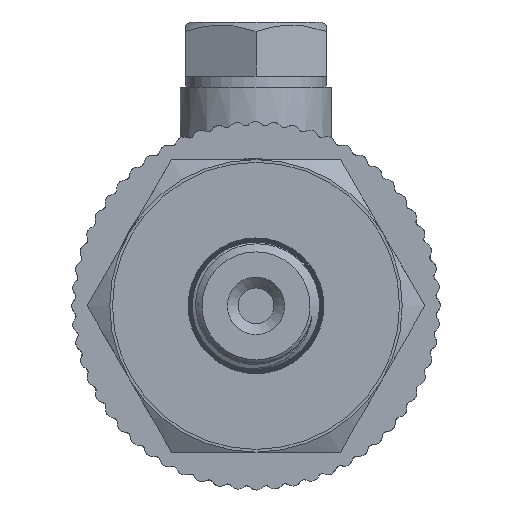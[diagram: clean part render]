
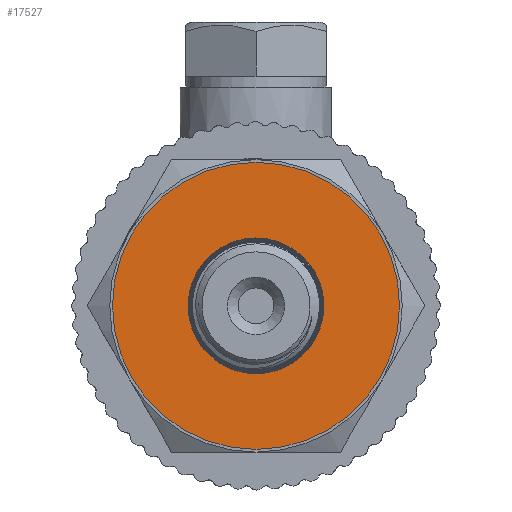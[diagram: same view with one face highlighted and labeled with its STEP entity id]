
A CAD part, left-side view. The second image highlights one B-rep face of the part: STEP entity #17527.
In plain terms, the highlighted planar face has unit normal (-1, 0, 0).
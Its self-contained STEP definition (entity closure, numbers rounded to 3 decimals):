
#146=PLANE('',#18450);
#762=FACE_BOUND('',#2485,.T.);
#1471=FACE_OUTER_BOUND('',#2484,.T.);
#2484=EDGE_LOOP('',(#13468));
#2485=EDGE_LOOP('',(#13469));
#3179=CIRCLE('',#18268,6.27);
#3263=CIRCLE('',#18443,13.25);
#6997=VERTEX_POINT('',#25945);
#7591=VERTEX_POINT('',#39798);
#8865=EDGE_CURVE('',#6997,#6997,#3179,.T.);
#9759=EDGE_CURVE('',#7591,#7591,#3263,.T.);
#13468=ORIENTED_EDGE('',*,*,#9759,.T.);
#13469=ORIENTED_EDGE('',*,*,#8865,.T.);
#17527=ADVANCED_FACE('',(#1471,#762),#146,.T.);
#18268=AXIS2_PLACEMENT_3D('',#25946,#19452,#19453);
#18443=AXIS2_PLACEMENT_3D('',#39800,#20157,#20158);
#18450=AXIS2_PLACEMENT_3D('',#40555,#20173,#20174);
#19452=DIRECTION('center_axis',(1.,0.,0.));
#19453=DIRECTION('ref_axis',(0.,0.,-1.));
#20157=DIRECTION('center_axis',(-1.,0.,0.));
#20158=DIRECTION('ref_axis',(0.,1.,0.));
#20173=DIRECTION('center_axis',(-1.,0.,0.));
#20174=DIRECTION('ref_axis',(0.,0.,1.));
#25945=CARTESIAN_POINT('',(-48.,-6.27,0.));
#25946=CARTESIAN_POINT('Origin',(-48.,0.,0.));
#39798=CARTESIAN_POINT('',(-48.,-13.25,0.));
#39800=CARTESIAN_POINT('Origin',(-48.,0.,0.));
#40555=CARTESIAN_POINT('Origin',(-48.,13.5,0.));
